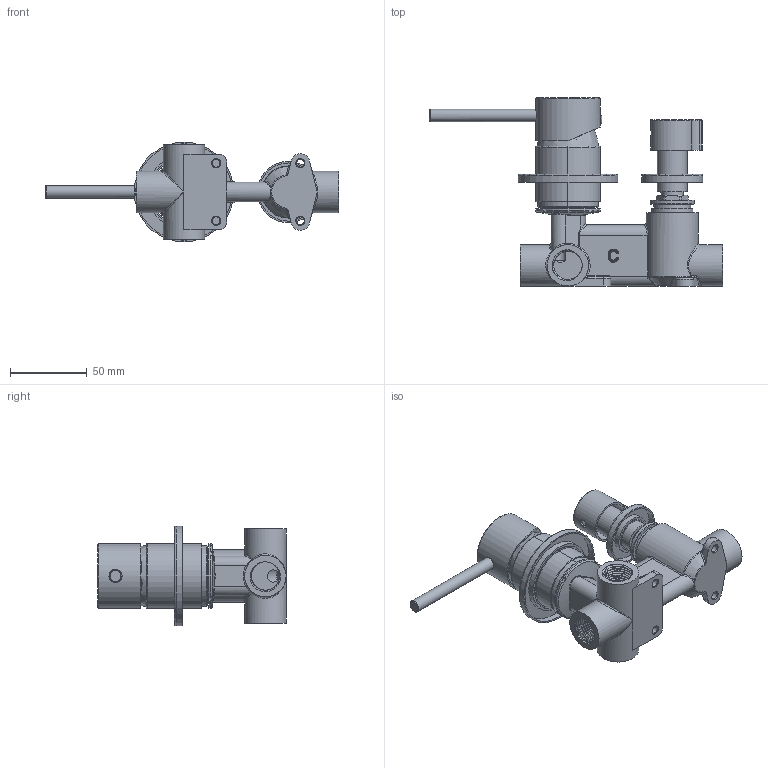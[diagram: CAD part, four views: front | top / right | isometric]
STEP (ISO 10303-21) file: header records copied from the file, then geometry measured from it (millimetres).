
FILE_DESCRIPTION(/* description */ (''),/* implementation_level */ '2;1');
FILE_NAME(/* name */ 'GG-S3-04-2P-A.stp',/* time_stamp */ '2025-06-19T07:39:07+08:00',/* author */ (''),/* organization */ (''),/* preprocessor_version */ 'ST-DEVELOPER v16.7',/* originating_system */ 'SIEMENS PLM Software NX 1847',/* authorisation */ '');
FILE_SCHEMA (('AUTOMOTIVE_DESIGN { 1 0 10303 214 3 1 1 1 }'));
Length unit declared in the file: millimetre
Products named in the file (1): Tom3164CA611hnw
Bounding box: 191.5 x 122.88 x 65 mm (x, y, z)
Volume: 78981.5 mm3; surface area: 122130 mm2
Topology: 14 solids, 15 shells, 1054 faces, 2724 edges, 1711 vertices
Faces by surface type: cylinder 391, plane 350, cone 120, bspline 82, torus 72, sphere 37, extrusion 2
Full cylindrical faces by diameter (mm): 5 x6, 5.2 x2, 7 x3, 8 x4, 15 x2, 18.6 x20, 25 x2, 27 x4, 28 x1, 30 x1, 32.5 x1, 34 x1, 35 x1, 38 x1, 40 x2, 42 x1, 63 x1, 65 x1
Entity records: 53006 total; most frequent: CARTESIAN_POINT 28416, DIRECTION 5209, ORIENTED_EDGE 5008, EDGE_CURVE 2504, AXIS2_PLACEMENT_3D 2133, VERTEX_POINT 1617, EDGE_LOOP 1202, CIRCLE 1168
